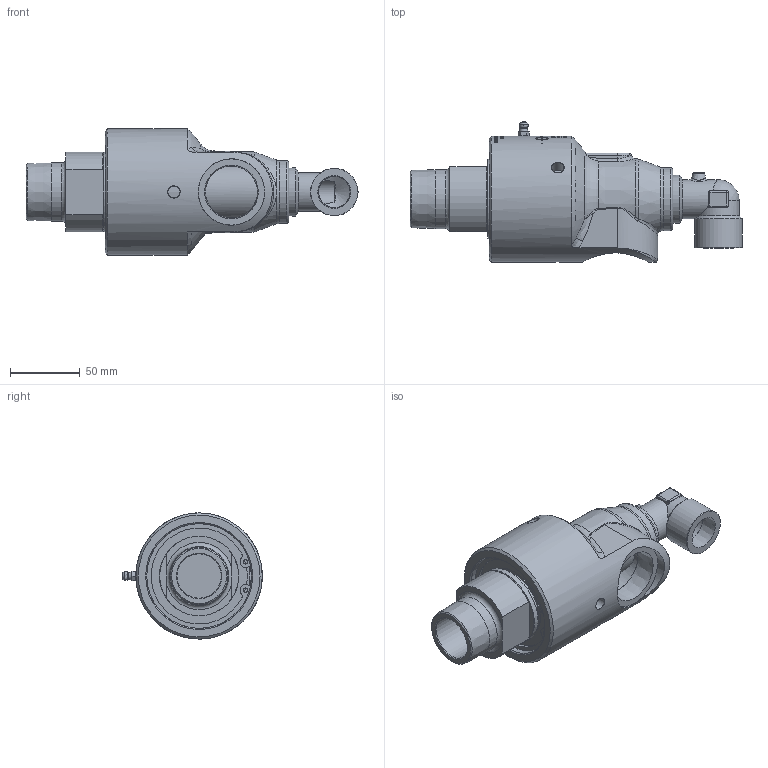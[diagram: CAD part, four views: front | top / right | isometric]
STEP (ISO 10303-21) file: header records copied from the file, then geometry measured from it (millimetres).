
FILE_DESCRIPTION(/* description */ ('Interface Control Model'),/* implementation_level */ '2;1');
FILE_NAME(/* name */ '527-000-002007-IC.stp',/* time_stamp */ '2022-04-20T07:58:22-05:00',/* author */ ('msvetlecich'),/* organization */ (''),/* preprocessor_version */ 'ST-DEVELOPER v18.1',/* originating_system */ 'Autodesk Inventor 2022',/* authorisation */ '');
FILE_SCHEMA (('AUTOMOTIVE_DESIGN { 1 0 10303 214 3 1 1 }'));
Products named in the file (1): 527-000-002007-IC
Bounding box: 238 x 100.74 x 90.5 mm (x, y, z)
Volume: 614839.2 mm3; surface area: 90837 mm2
Topology: 1 solids, 7 shells, 1651 faces, 4395 edges, 2912 vertices
Faces by surface type: bspline 781, plane 606, cylinder 205, cone 33, torus 15, sphere 11
Full cylindrical faces by diameter (mm): 3 x4, 3.12 x2, 6.34 x1, 8.6 x3, 17.475 x1, 21.7 x1, 22.631 x1, 28 x1, 31.8 x1, 34 x1, 37.313 x1, 39.75 x1, 42.16 x1, 44.4 x1, 47.6 x1, 50.05 x1, 53.5 x1, 56.742 x1, 57 x1, 69 x1, 75.08 x1, 90.5 x1
Entity records: 68814 total; most frequent: CARTESIAN_POINT 31945, ORIENTED_EDGE 8776, DIRECTION 5405, EDGE_CURVE 4388, VERTEX_POINT 2912, EDGE_LOOP 1822, LINE 1821, VECTOR 1821
